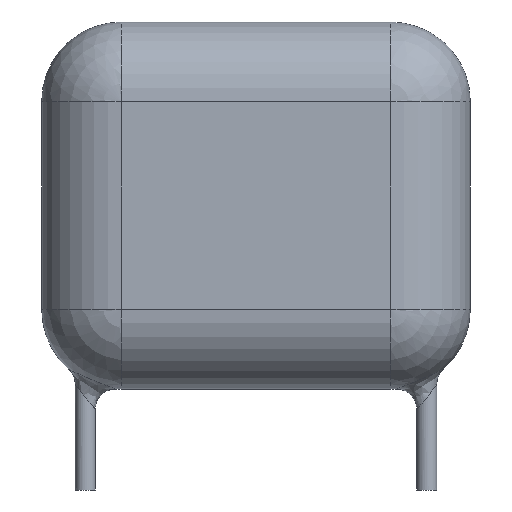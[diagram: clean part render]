
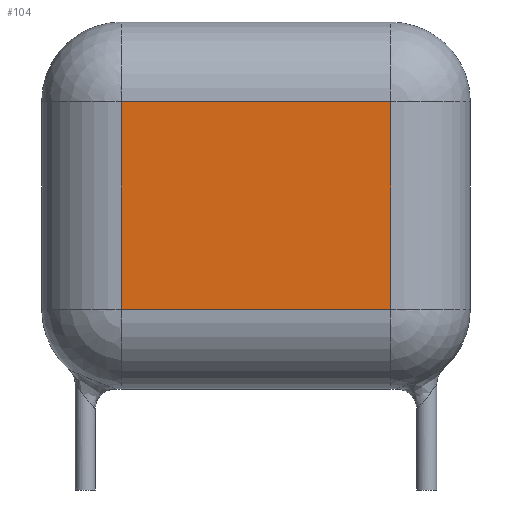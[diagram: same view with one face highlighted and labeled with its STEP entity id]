
A CAD part, front view. The second image highlights one B-rep face of the part: STEP entity #104.
In plain terms, the highlighted planar face has unit normal (0, -1, 0).
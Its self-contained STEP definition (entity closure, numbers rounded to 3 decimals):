
#104 = ADVANCED_FACE ( 'NONE', ( #863 ), #904, .F. ) ;
#105 = EDGE_LOOP ( 'NONE', ( #106, #171, #148, #151 ) ) ;
#106 = ORIENTED_EDGE ( 'NONE', *, *, #168, .T. ) ;
#148 = ORIENTED_EDGE ( 'NONE', *, *, #149, .T. ) ;
#149 = EDGE_CURVE ( 'NONE', #173, #150, #1057, .T. ) ;
#150 = VERTEX_POINT ( 'NONE', #1049 ) ;
#151 = ORIENTED_EDGE ( 'NONE', *, *, #152, .T. ) ;
#152 = EDGE_CURVE ( 'NONE', #150, #169, #1047, .T. ) ;
#168 = EDGE_CURVE ( 'NONE', #169, #170, #1157, .T. ) ;
#169 = VERTEX_POINT ( 'NONE', #1153 ) ;
#170 = VERTEX_POINT ( 'NONE', #1152 ) ;
#171 = ORIENTED_EDGE ( 'NONE', *, *, #172, .T. ) ;
#172 = EDGE_CURVE ( 'NONE', #170, #173, #1151, .T. ) ;
#173 = VERTEX_POINT ( 'NONE', #1147 ) ;
#863 = FACE_OUTER_BOUND ( 'NONE', #105, .T. ) ;
#898 = DIRECTION ( 'NONE',  ( -1., 0., 0. ) ) ;
#899 = DIRECTION ( 'NONE',  ( 0., 1., 0. ) ) ;
#900 = CARTESIAN_POINT ( 'NONE',  ( -1.295, -2.375, 10.922 ) ) ;
#901 = AXIS2_PLACEMENT_3D ( 'NONE', #900, #899, #898 ) ;
#904 = PLANE ( 'NONE',  #901 ) ;
#1044 = DIRECTION ( 'NONE',  ( 1., 0., 0. ) ) ;
#1045 = VECTOR ( 'NONE', #1044, 1000. ) ;
#1046 = CARTESIAN_POINT ( 'NONE',  ( -1.295, -2.375, 2.37 ) ) ;
#1047 = LINE ( 'NONE', #1046, #1045 ) ;
#1049 = CARTESIAN_POINT ( 'NONE',  ( 1.075, -2.375, 2.37 ) ) ;
#1050 = DIRECTION ( 'NONE',  ( 0., 0., -1. ) ) ;
#1051 = VECTOR ( 'NONE', #1050, 1000. ) ;
#1052 = CARTESIAN_POINT ( 'NONE',  ( 1.075, -2.375, 10.922 ) ) ;
#1057 = LINE ( 'NONE', #1052, #1051 ) ;
#1147 = CARTESIAN_POINT ( 'NONE',  ( 1.075, -2.375, 8.552 ) ) ;
#1148 = DIRECTION ( 'NONE',  ( -1., 0., 0. ) ) ;
#1149 = VECTOR ( 'NONE', #1148, 1000. ) ;
#1150 = CARTESIAN_POINT ( 'NONE',  ( -1.295, -2.375, 8.552 ) ) ;
#1151 = LINE ( 'NONE', #1150, #1149 ) ;
#1152 = CARTESIAN_POINT ( 'NONE',  ( 9.085, -2.375, 8.552 ) ) ;
#1153 = CARTESIAN_POINT ( 'NONE',  ( 9.085, -2.375, 2.37 ) ) ;
#1154 = DIRECTION ( 'NONE',  ( 0., 0., 1. ) ) ;
#1155 = VECTOR ( 'NONE', #1154, 1000. ) ;
#1156 = CARTESIAN_POINT ( 'NONE',  ( 9.085, -2.375, 10.922 ) ) ;
#1157 = LINE ( 'NONE', #1156, #1155 ) ;
